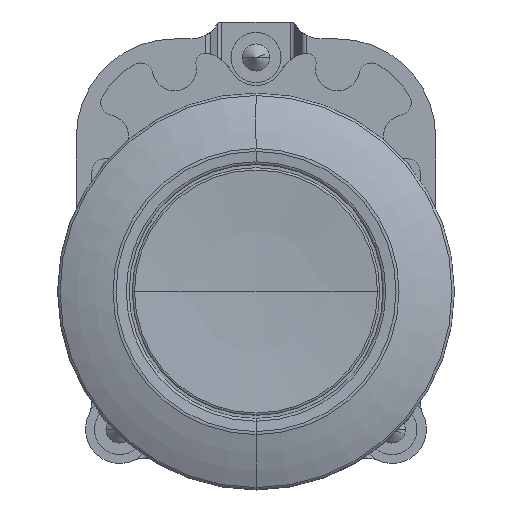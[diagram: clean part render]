
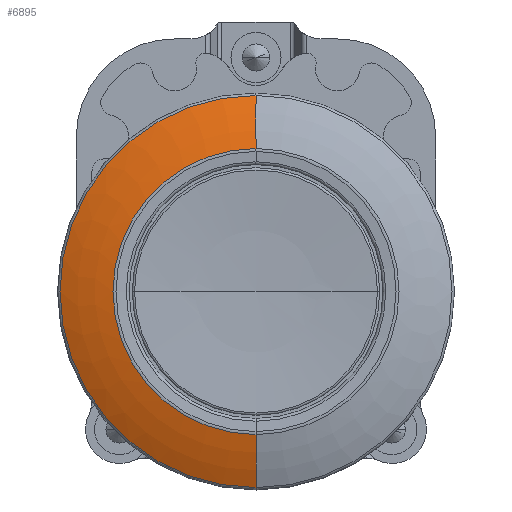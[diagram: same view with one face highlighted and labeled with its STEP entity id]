
A CAD part, front view. The second image highlights one B-rep face of the part: STEP entity #6895.
In plain terms, the highlighted toroidal (fillet/blend) face has major radius 6.394 mm and minor radius 30 mm.
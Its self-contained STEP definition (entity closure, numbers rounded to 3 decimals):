
#3943=VERTEX_POINT('',#9101);
#4027=VERTEX_POINT('',#9195);
#4645=EDGE_CURVE('',#4941,#3943,#9870,.T.);
#4941=VERTEX_POINT('',#10197);
#5501=EDGE_CURVE('',#4027,#3943,#10813,.T.);
#6283=EDGE_CURVE('',#4941,#6331,#11685,.T.);
#6331=VERTEX_POINT('',#11740);
#6845=EDGE_CURVE('',#6331,#4027,#12299,.T.);
#6895=ADVANCED_FACE('',(#12353),#12354,.T.);
#9101=CARTESIAN_POINT('',(0.0,-4.176,13.692));
#9195=CARTESIAN_POINT('',(0.0,-2.408,18.765));
#9870=CIRCLE('',#17381,13.692);
#10197=CARTESIAN_POINT('',(0.,-4.176,-13.692));
#10813=CIRCLE('',#19141,30.);
#11685=CIRCLE('',#20672,30.);
#11740=CARTESIAN_POINT('',(0.,-2.408,-18.765));
#12299=CIRCLE('',#21759,18.765);
#12353=FACE_OUTER_BOUND('',#21830,.T.);
#12354=TOROIDAL_SURFACE('',#21831,6.394,30.);
#17381=AXIS2_PLACEMENT_3D('',#25878,#25879,#25880);
#19141=AXIS2_PLACEMENT_3D('',#26929,#26930,#26931);
#20672=AXIS2_PLACEMENT_3D('',#28142,#28143,#28144);
#21759=AXIS2_PLACEMENT_3D('',#28825,#28826,#28827);
#21830=EDGE_LOOP('',(#28880,#28881,#28882,#28883));
#21831=AXIS2_PLACEMENT_3D('',#28884,#28885,#28886);
#25878=CARTESIAN_POINT('',(0.0,-4.176,0.0));
#25879=DIRECTION('',(0.0,1.0,0.0));
#25880=DIRECTION('',(0.0,0.0,1.0));
#26929=CARTESIAN_POINT('',(0.,24.923,6.394));
#26930=DIRECTION('',(1.0,0.0,0.));
#26931=DIRECTION('',(0.,0.0,1.0));
#28142=CARTESIAN_POINT('',(0.,24.923,-6.394));
#28143=DIRECTION('',(1.0,-0.0,0.));
#28144=DIRECTION('',(0.,0.0,-1.0));
#28825=CARTESIAN_POINT('',(0.0,-2.408,0.0));
#28826=DIRECTION('',(0.0,1.0,0.0));
#28827=DIRECTION('',(0.0,0.0,1.0));
#28880=ORIENTED_EDGE('',*,*,#6283,.F.);
#28881=ORIENTED_EDGE('',*,*,#4645,.T.);
#28882=ORIENTED_EDGE('',*,*,#5501,.F.);
#28883=ORIENTED_EDGE('',*,*,#6845,.F.);
#28884=CARTESIAN_POINT('',(0.0,24.923,0.0));
#28885=DIRECTION('',(0.0,1.0,0.0));
#28886=DIRECTION('',(0.0,0.0,-1.0));
